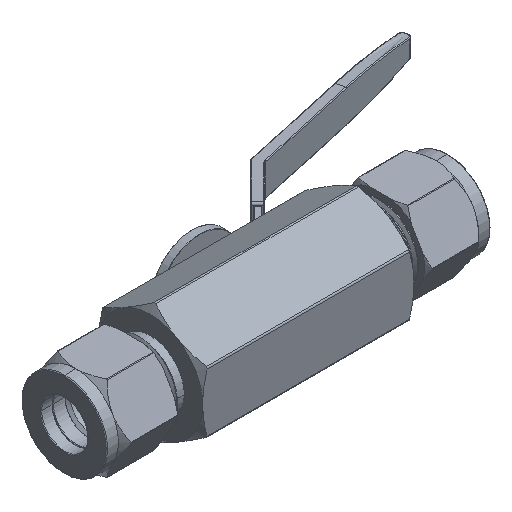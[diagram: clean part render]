
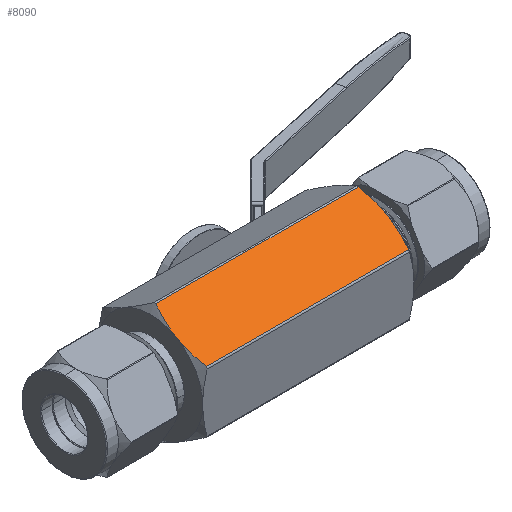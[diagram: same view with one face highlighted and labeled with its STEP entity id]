
A CAD part, isometric view. The second image highlights one B-rep face of the part: STEP entity #8090.
In plain terms, the highlighted planar face has unit normal (0, -0.5, 0.866).
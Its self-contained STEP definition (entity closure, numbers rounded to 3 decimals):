
#3531=DIRECTION('',(-1.,0.,0.));
#3532=VECTOR('',#3531,52.253);
#3533=CARTESIAN_POINT('',(26.126,-0.25,15.444));
#3534=LINE('',#3533,#3532);
#3535=CARTESIAN_POINT('',(26.126,-0.25,15.444));
#3536=CARTESIAN_POINT('',(26.311,-0.821,
15.114));
#3537=CARTESIAN_POINT('',(26.638,-1.945,14.465));
#3538=CARTESIAN_POINT('',(26.986,-3.555,13.536));
#3539=CARTESIAN_POINT('',(27.201,-5.153,12.613));
#3540=CARTESIAN_POINT('',(27.25,-6.218,11.998));
#3541=CARTESIAN_POINT('',(27.25,-6.75,11.691));
#3543=CARTESIAN_POINT('',(27.25,-6.75,11.691));
#3544=CARTESIAN_POINT('',(27.25,-7.176,11.446));
#3545=CARTESIAN_POINT('',(27.219,-8.028,10.954));
#3546=CARTESIAN_POINT('',(27.081,-9.305,10.216));
#3547=CARTESIAN_POINT('',(26.854,-10.588,9.476));
#3548=CARTESIAN_POINT('',(26.543,-11.891,8.723));
#3549=CARTESIAN_POINT('',(26.275,-12.792,8.203));
#3550=CARTESIAN_POINT('',(26.126,-13.25,7.939));
#3552=DIRECTION('',(-1.,0.,0.));
#3553=VECTOR('',#3552,52.253);
#3554=CARTESIAN_POINT('',(26.126,-13.25,7.939));
#3555=LINE('',#3554,#3553);
#3556=CARTESIAN_POINT('',(-27.25,-6.75,11.691));
#3557=CARTESIAN_POINT('',(-27.25,-7.176,11.446));
#3558=CARTESIAN_POINT('',(-27.219,-8.028,
10.954));
#3559=CARTESIAN_POINT('',(-27.081,-9.305,
10.216));
#3560=CARTESIAN_POINT('',(-26.854,-10.588,
9.476));
#3561=CARTESIAN_POINT('',(-26.543,-11.891,
8.723));
#3562=CARTESIAN_POINT('',(-26.275,-12.792,
8.203));
#3563=CARTESIAN_POINT('',(-26.126,-13.25,7.939));
#3565=CARTESIAN_POINT('',(-26.126,-0.25,15.444));
#3566=CARTESIAN_POINT('',(-26.311,-0.821,
15.114));
#3567=CARTESIAN_POINT('',(-26.638,-1.945,
14.465));
#3568=CARTESIAN_POINT('',(-26.986,-3.555,
13.536));
#3569=CARTESIAN_POINT('',(-27.201,-5.153,
12.613));
#3570=CARTESIAN_POINT('',(-27.25,-6.218,11.998));
#3571=CARTESIAN_POINT('',(-27.25,-6.75,11.691));
#3929=CARTESIAN_POINT('',(26.126,-0.25,15.444));
#3930=CARTESIAN_POINT('',(-26.126,-0.25,15.444));
#3931=VERTEX_POINT('',#3929);
#3932=VERTEX_POINT('',#3930);
#3933=CARTESIAN_POINT('',(26.126,-13.25,7.939));
#3934=CARTESIAN_POINT('',(-26.126,-13.25,7.939));
#3935=VERTEX_POINT('',#3933);
#3936=VERTEX_POINT('',#3934);
#3965=CARTESIAN_POINT('',(-27.25,-6.75,11.691));
#3967=VERTEX_POINT('',#3965);
#3977=CARTESIAN_POINT('',(27.25,-6.75,11.691));
#3979=VERTEX_POINT('',#3977);
#8076=CARTESIAN_POINT('',(-27.25,0.,15.588));
#8077=DIRECTION('',(0.,-0.5,0.866));
#8078=DIRECTION('',(0.,-0.866,-0.5));
#8079=AXIS2_PLACEMENT_3D('',#8076,#8077,#8078);
#8080=PLANE('',#8079);
#8081=ORIENTED_EDGE('',*,*,#8070,.F.);
#8082=ORIENTED_EDGE('',*,*,#7806,.T.);
#8083=ORIENTED_EDGE('',*,*,#7818,.T.);
#8085=ORIENTED_EDGE('',*,*,#8084,.T.);
#8086=ORIENTED_EDGE('',*,*,#8014,.F.);
#8087=ORIENTED_EDGE('',*,*,#7996,.F.);
#8088=EDGE_LOOP('',(#8081,#8082,#8083,#8085,#8086,#8087));
#8089=FACE_OUTER_BOUND('',#8088,.F.);
#3542=B_SPLINE_CURVE_WITH_KNOTS('',3,(#3535,#3536,#3537,#3538,#3539,#3540,
#3541),.UNSPECIFIED.,.F.,.F.,(4,1,1,1,4),(0.,0.25,0.5,0.75,1.),
.UNSPECIFIED.);
#3551=B_SPLINE_CURVE_WITH_KNOTS('',3,(#3543,#3544,#3545,#3546,#3547,#3548,#3549,
#3550),.UNSPECIFIED.,.F.,.F.,(4,1,1,1,1,4),(0.,0.2,0.4,0.6,0.8,1.),
.UNSPECIFIED.);
#3564=B_SPLINE_CURVE_WITH_KNOTS('',3,(#3556,#3557,#3558,#3559,#3560,#3561,#3562,
#3563),.UNSPECIFIED.,.F.,.F.,(4,1,1,1,1,4),(0.,0.2,0.4,0.6,0.8,1.),
.UNSPECIFIED.);
#3572=B_SPLINE_CURVE_WITH_KNOTS('',3,(#3565,#3566,#3567,#3568,#3569,#3570,
#3571),.UNSPECIFIED.,.F.,.F.,(4,1,1,1,4),(0.,0.25,0.5,0.75,1.),
.UNSPECIFIED.);
#7806=EDGE_CURVE('',#3931,#3979,#3542,.T.);
#7818=EDGE_CURVE('',#3979,#3935,#3551,.T.);
#7996=EDGE_CURVE('',#3932,#3967,#3572,.T.);
#8014=EDGE_CURVE('',#3967,#3936,#3564,.T.);
#8070=EDGE_CURVE('',#3931,#3932,#3534,.T.);
#8084=EDGE_CURVE('',#3935,#3936,#3555,.T.);
#8090=ADVANCED_FACE('',(#8089),#8080,.T.);
